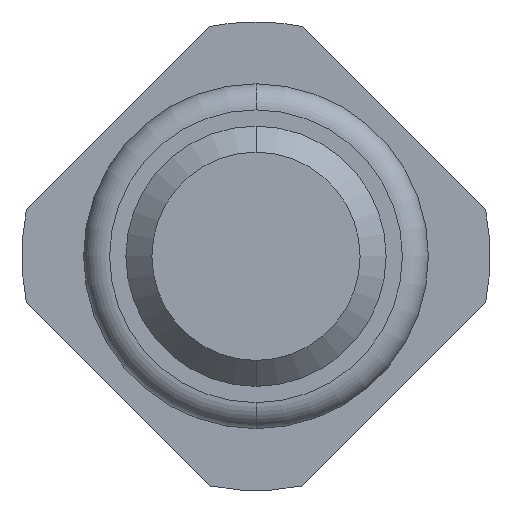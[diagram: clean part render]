
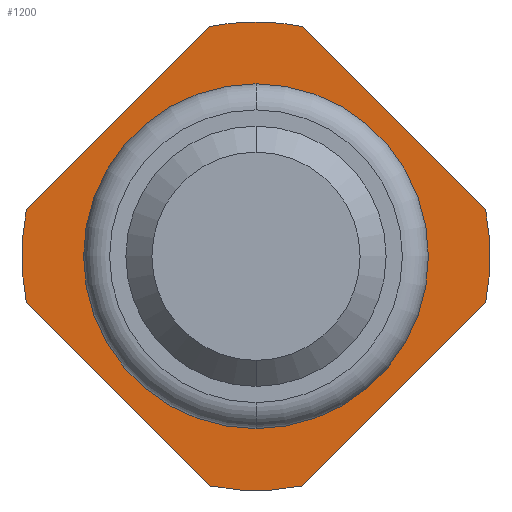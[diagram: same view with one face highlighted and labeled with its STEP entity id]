
A CAD part, front view. The second image highlights one B-rep face of the part: STEP entity #1200.
In plain terms, the highlighted planar face has unit normal (0, -1, 0).
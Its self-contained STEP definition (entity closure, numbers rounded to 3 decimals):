
#34 = DIRECTION ( 'NONE',  ( 0., 0., 1. ) ) ;
#175 = CIRCLE ( 'NONE', #3875, 1.8 ) ;
#190 = EDGE_CURVE ( 'Defeature ausgef�hrt2_54+Defeature ausgef�hrt2_39+Defeature ausgef�hrt2_40+Defeature ausgef�hrt2_43', #589, #425, #724, .T. ) ;
#219 = EDGE_CURVE ( 'Defeature ausgef�hrt2_41+Defeature ausgef�hrt2_39+Defeature ausgef�hrt2_56+Defeature ausgef�hrt2_57', #4526, #3217, #454, .T. ) ;
#268 = ORIENTED_EDGE ( 'NONE', *, *, #190, .F. ) ;
#285 = ORIENTED_EDGE ( 'NONE', *, *, #593, .F. ) ;
#287 = DIRECTION ( 'NONE',  ( 0., 1., 0. ) ) ;
#313 = DIRECTION ( 'NONE',  ( 0., 0., 1. ) ) ;
#390 = EDGE_LOOP ( 'NONE', ( #4995, #3059 ) ) ;
#409 = AXIS2_PLACEMENT_3D ( 'NONE', #1180, #1560, #2904 ) ;
#425 = VERTEX_POINT ( 'NONE', #1303 ) ;
#454 = CIRCLE ( 'NONE', #929, 1.8 ) ;
#470 = EDGE_CURVE ( 'Defeature ausgef�hrt2_42+Defeature ausgef�hrt2_39+Defeature ausgef�hrt2_55+Defeature ausgef�hrt2_56', #3261, #3773, #4719, .T. ) ;
#526 = VECTOR ( 'NONE', #3677, 1000. ) ;
#589 = VERTEX_POINT ( 'NONE', #3619 ) ;
#593 = EDGE_CURVE ( 'Defeature ausgef�hrt2_55+Defeature ausgef�hrt2_39+Defeature ausgef�hrt2_43+Defeature ausgef�hrt2_42', #3005, #3261, #2816, .T. ) ;
#644 = PLANE ( 'NONE',  #3586 ) ;
#690 = ORIENTED_EDGE ( 'NONE', *, *, #1248, .F. ) ;
#724 = LINE ( 'NONE', #2629, #1596 ) ;
#873 = DIRECTION ( 'NONE',  ( 0., 1., 0. ) ) ;
#929 = AXIS2_PLACEMENT_3D ( 'NONE', #1729, #873, #4278 ) ;
#1009 = AXIS2_PLACEMENT_3D ( 'NONE', #3441, #4313, #34 ) ;
#1023 = CARTESIAN_POINT ( 'NONE',  ( -0.161, -2., -1.961 ) ) ;
#1160 = DIRECTION ( 'NONE',  ( 0., 1., 0. ) ) ;
#1180 = CARTESIAN_POINT ( 'NONE',  ( 0., -2., 0. ) ) ;
#1200 = ADVANCED_FACE ( 'Defeature ausgef�hrt2_39', ( #3330, #3274 ), #644, .F. ) ;
#1248 = EDGE_CURVE ( 'Defeature ausgef�hrt2_40+Defeature ausgef�hrt2_39+Defeature ausgef�hrt2_57+Defeature ausgef�hrt2_54', #5578, #589, #3058, .T. ) ;
#1254 = EDGE_CURVE ( 'Defeature ausgef�hrt2_41+Defeature ausgef�hrt2_39+Defeature ausgef�hrt2_56+Defeature ausgef�hrt2_57', #3217, #3130, #175, .T. ) ;
#1281 = CIRCLE ( 'NONE', #4507, 1.325 ) ;
#1297 = VECTOR ( 'NONE', #5426, 1000. ) ;
#1303 = CARTESIAN_POINT ( 'NONE',  ( 0.357, -2., -1.764 ) ) ;
#1438 = LINE ( 'NONE', #5409, #1297 ) ;
#1560 = DIRECTION ( 'NONE',  ( 0., 1., 0. ) ) ;
#1572 = DIRECTION ( 'NONE',  ( 0.707, 0., -0.707 ) ) ;
#1576 = DIRECTION ( 'NONE',  ( 0., 0., 1. ) ) ;
#1596 = VECTOR ( 'NONE', #4742, 1000. ) ;
#1611 = CARTESIAN_POINT ( 'NONE',  ( 0., -2., 0. ) ) ;
#1627 = DIRECTION ( 'NONE',  ( 0., 0., 1. ) ) ;
#1729 = CARTESIAN_POINT ( 'NONE',  ( 0., -2., 0. ) ) ;
#1898 = CIRCLE ( 'NONE', #5234, 1.8 ) ;
#1947 = EDGE_CURVE ( 'Defeature ausgef�hrt2_56+Defeature ausgef�hrt2_39+Defeature ausgef�hrt2_42+Defeature ausgef�hrt2_41', #3773, #4526, #1438, .T. ) ;
#1969 = VECTOR ( 'NONE', #1572, 1000. ) ;
#2005 = CARTESIAN_POINT ( 'NONE',  ( 0., -2., 0. ) ) ;
#2070 = DIRECTION ( 'NONE',  ( 0., 0., 1. ) ) ;
#2078 = DIRECTION ( 'NONE',  ( 0., 1., 0. ) ) ;
#2091 = CARTESIAN_POINT ( 'NONE',  ( 1.764, -2., 0.357 ) ) ;
#2099 = CARTESIAN_POINT ( 'NONE',  ( 0., -2., 1.325 ) ) ;
#2129 = CARTESIAN_POINT ( 'NONE',  ( -1.764, -2., 0.357 ) ) ;
#2154 = ORIENTED_EDGE ( 'NONE', *, *, #3637, .F. ) ;
#2216 = ORIENTED_EDGE ( 'NONE', *, *, #4271, .F. ) ;
#2349 = EDGE_CURVE ( 'Defeature ausgef�hrt2_39+Defeature ausgef�hrt2_51+Defeature ausgef�hrt2_51+Defeature ausgef�hrt2_51', #4172, #4209, #5583, .T. ) ;
#2440 = DIRECTION ( 'NONE',  ( 0., 0., 1. ) ) ;
#2629 = CARTESIAN_POINT ( 'NONE',  ( 1.961, -2., -0.161 ) ) ;
#2778 = CARTESIAN_POINT ( 'NONE',  ( 1.8, -2., 0. ) ) ;
#2816 = LINE ( 'NONE', #1023, #526 ) ;
#2858 = ORIENTED_EDGE ( 'NONE', *, *, #1947, .F. ) ;
#2904 = DIRECTION ( 'NONE',  ( 0., 0., 1. ) ) ;
#3005 = VERTEX_POINT ( 'NONE', #5003 ) ;
#3058 = CIRCLE ( 'NONE', #409, 1.8 ) ;
#3059 = ORIENTED_EDGE ( 'NONE', *, *, #4330, .T. ) ;
#3130 = VERTEX_POINT ( 'NONE', #4259 ) ;
#3217 = VERTEX_POINT ( 'NONE', #4354 ) ;
#3261 = VERTEX_POINT ( 'NONE', #4760 ) ;
#3274 = FACE_OUTER_BOUND ( 'NONE', #3797, .T. ) ;
#3330 = FACE_BOUND ( 'NONE', #390, .T. ) ;
#3441 = CARTESIAN_POINT ( 'NONE',  ( 0., -2., 0. ) ) ;
#3586 = AXIS2_PLACEMENT_3D ( 'NONE', #2778, #1160, #313 ) ;
#3619 = CARTESIAN_POINT ( 'NONE',  ( 1.764, -2., -0.357 ) ) ;
#3637 = EDGE_CURVE ( 'Defeature ausgef�hrt2_43+Defeature ausgef�hrt2_39+Defeature ausgef�hrt2_54+Defeature ausgef�hrt2_55', #425, #3005, #1898, .T. ) ;
#3677 = DIRECTION ( 'NONE',  ( -0.707, 0., 0.707 ) ) ;
#3744 = ORIENTED_EDGE ( 'NONE', *, *, #1254, .F. ) ;
#3773 = VERTEX_POINT ( 'NONE', #2129 ) ;
#3791 = CARTESIAN_POINT ( 'NONE',  ( 0., -2., 0. ) ) ;
#3797 = EDGE_LOOP ( 'NONE', ( #2216, #3744, #4451, #2858, #4322, #285, #2154, #268, #690 ) ) ;
#3875 = AXIS2_PLACEMENT_3D ( 'NONE', #2005, #2078, #2440 ) ;
#4133 = CARTESIAN_POINT ( 'NONE',  ( 0., -2., 0. ) ) ;
#4172 = VERTEX_POINT ( 'NONE', #2099 ) ;
#4209 = VERTEX_POINT ( 'NONE', #5474 ) ;
#4223 = DIRECTION ( 'NONE',  ( 0., 1., 0. ) ) ;
#4259 = CARTESIAN_POINT ( 'NONE',  ( 0.357, -2., 1.764 ) ) ;
#4266 = CARTESIAN_POINT ( 'NONE',  ( -0.357, -2., 1.764 ) ) ;
#4271 = EDGE_CURVE ( 'Defeature ausgef�hrt2_57+Defeature ausgef�hrt2_39+Defeature ausgef�hrt2_41+Defeature ausgef�hrt2_40', #3130, #5578, #4900, .T. ) ;
#4278 = DIRECTION ( 'NONE',  ( 0., 0., 1. ) ) ;
#4313 = DIRECTION ( 'NONE',  ( 0., 1., 0. ) ) ;
#4322 = ORIENTED_EDGE ( 'NONE', *, *, #470, .F. ) ;
#4330 = EDGE_CURVE ( 'Defeature ausgef�hrt2_39+Defeature ausgef�hrt2_51+Defeature ausgef�hrt2_51+Defeature ausgef�hrt2_51', #4209, #4172, #1281, .T. ) ;
#4354 = CARTESIAN_POINT ( 'NONE',  ( 0., -2., 1.8 ) ) ;
#4451 = ORIENTED_EDGE ( 'NONE', *, *, #219, .F. ) ;
#4507 = AXIS2_PLACEMENT_3D ( 'NONE', #1611, #4607, #2070 ) ;
#4526 = VERTEX_POINT ( 'NONE', #4266 ) ;
#4607 = DIRECTION ( 'NONE',  ( 0., 1., 0. ) ) ;
#4684 = CARTESIAN_POINT ( 'NONE',  ( 1.961, -2., 0.161 ) ) ;
#4719 = CIRCLE ( 'NONE', #1009, 1.8 ) ;
#4742 = DIRECTION ( 'NONE',  ( -0.707, 0., -0.707 ) ) ;
#4760 = CARTESIAN_POINT ( 'NONE',  ( -1.764, -2., -0.357 ) ) ;
#4841 = AXIS2_PLACEMENT_3D ( 'NONE', #4133, #287, #1576 ) ;
#4900 = LINE ( 'NONE', #4684, #1969 ) ;
#4995 = ORIENTED_EDGE ( 'NONE', *, *, #2349, .T. ) ;
#5003 = CARTESIAN_POINT ( 'NONE',  ( -0.357, -2., -1.764 ) ) ;
#5234 = AXIS2_PLACEMENT_3D ( 'NONE', #3791, #4223, #1627 ) ;
#5409 = CARTESIAN_POINT ( 'NONE',  ( -0.161, -2., 1.961 ) ) ;
#5426 = DIRECTION ( 'NONE',  ( 0.707, 0., 0.707 ) ) ;
#5474 = CARTESIAN_POINT ( 'NONE',  ( 0., -2., -1.325 ) ) ;
#5578 = VERTEX_POINT ( 'NONE', #2091 ) ;
#5583 = CIRCLE ( 'NONE', #4841, 1.325 ) ;
